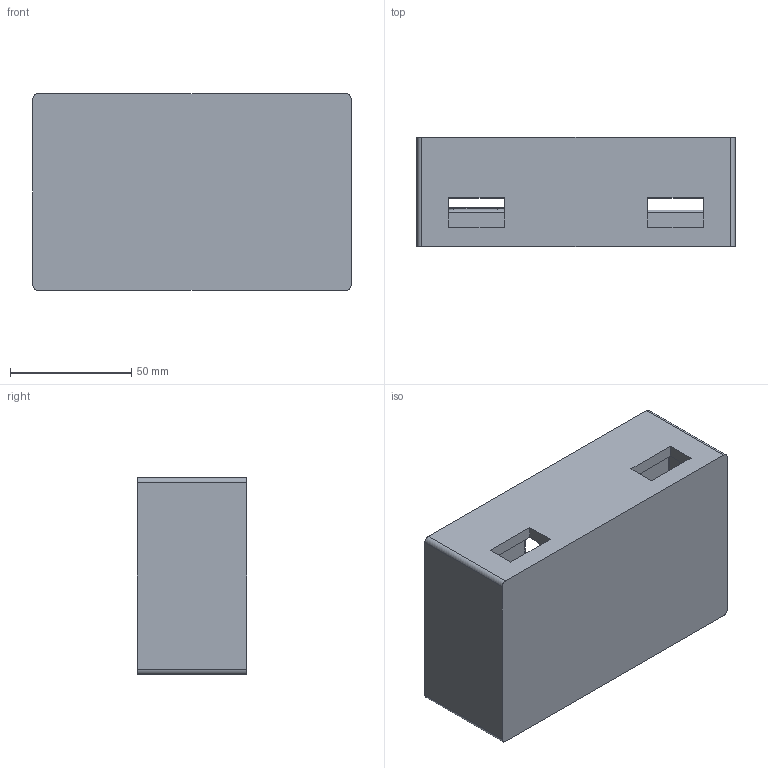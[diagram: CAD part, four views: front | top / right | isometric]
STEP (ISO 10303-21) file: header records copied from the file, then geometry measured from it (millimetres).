
FILE_DESCRIPTION(/* description */ (''),/* implementation_level */ '2;1');
FILE_NAME(/* name */ 'Robodog Case.step',/* time_stamp */ '2025-12-18T13:29:26+11:00',/* author */ (''),/* organization */ (''),/* preprocessor_version */ 'ST-DEVELOPER v20.1',/* originating_system */ 'Autodesk Translation Framework v14.21.0.0',/* authorisation */ '');
FILE_SCHEMA (('AUTOMOTIVE_DESIGN { 1 0 10303 214 3 1 1 }'));
Length unit declared in the file: millimetre
Products named in the file (1): 2025-12-06-09-57-32-590
Bounding box: 131 x 45 x 81 mm (x, y, z)
Volume: 194879.7 mm3; surface area: 57559.5 mm2
Topology: 1 solids, 1 shells, 613 faces, 1449 edges, 847 vertices
Faces by surface type: bspline 279, cylinder 148, plane 128, torus 38, sphere 20
Full cylindrical faces by diameter (mm): 2.5 x4, 3.5 x2
Entity records: 28366 total; most frequent: CARTESIAN_POINT 15865, ORIENTED_EDGE 2888, DIRECTION 2146, EDGE_CURVE 1444, VERTEX_POINT 847, AXIS2_PLACEMENT_3D 777, EDGE_LOOP 637, FACE_OUTER_BOUND 613
